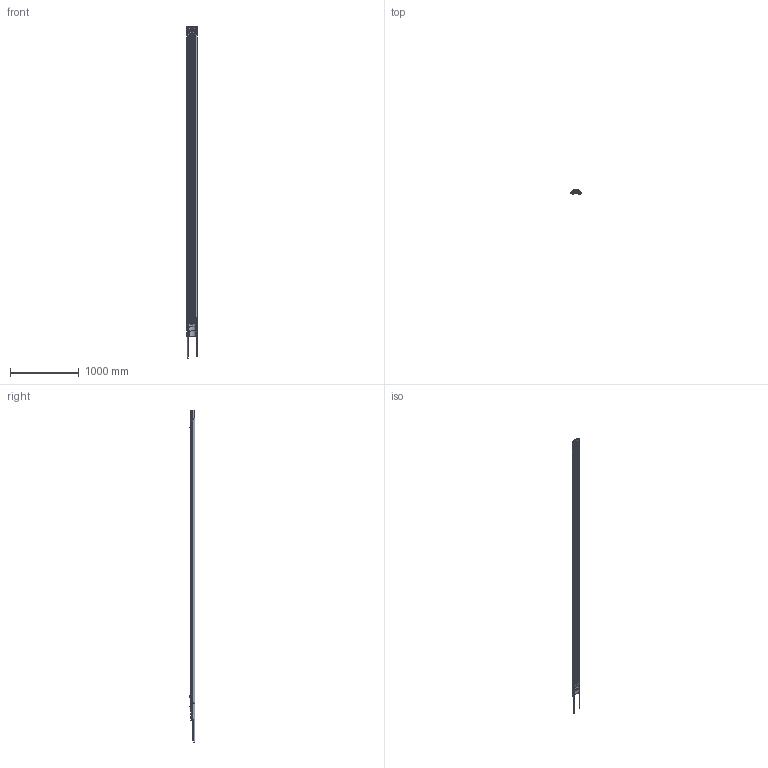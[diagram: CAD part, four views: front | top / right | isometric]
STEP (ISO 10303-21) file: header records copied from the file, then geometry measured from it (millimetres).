
FILE_DESCRIPTION(/* description */ (''),/* implementation_level */ '2;1');
FILE_NAME(/* name */ 'F10030927_B.stp',/* time_stamp */ '2017-09-13T15:20:33-05:00',/* author */ (''),/* organization */ (''),/* preprocessor_version */ 'ST-DEVELOPER v15',/* originating_system */ 'SIEMENS PLM Software NX 9.0',/* authorisation */ '');
FILE_SCHEMA (('CONFIG_CONTROL_DESIGN'));
Products named in the file (40): F10039726_-; F10042684_-; F10039728_-; F10042685_-; F10043195_B_MODEL; FC0051803_-; FC0051802_-; FC0051801_-; FC0043511_-; FC0006091_-; FC0051917_-; F10052204_-; F10042035_-_MODEL; F10042036_-_MODEL; F10042477_-_MODEL; F10042024_-_MODEL; F10042026_-_MODEL; F10042027_-_MODEL; F10042474_-_MODEL; F10042029_-_MODEL; F10042030_-_MODEL; F10042475_-_MODEL; F10042032_-_MODEL; F10042033_-_MODEL; F10042034_-_MODEL; F10042476_-_MODEL; F10042599_-_MODEL; F10042600_-_MODEL; F10039540_B; F10039541_B; F10005738_B; F10005750_B; F10039546_B; F10039954_B; F10039328_-; F10039326_-; F10039545_B; F10030928_A; F10030929_-; F10030927_B
Assembly tree (104 placements, depth 3):
  F10030927_B
    F10039545_B  x9
    F10039326_-  x8
    F10039328_-  x8
    F10039954_B
    F10039546_B  x9
    F10005750_B
    F10005738_B
    F10039541_B
    F10039540_B
    F10042600_-_MODEL
    F10042599_-_MODEL
    F10042476_-_MODEL
    F10042034_-_MODEL
    F10042033_-_MODEL
    F10042032_-_MODEL
    F10042475_-_MODEL
    F10042030_-_MODEL
    F10042029_-_MODEL
    F10042474_-_MODEL
    F10042027_-_MODEL
    F10042026_-_MODEL
    F10042024_-_MODEL
    F10042477_-_MODEL
    F10042036_-_MODEL
    F10042035_-_MODEL
    F10030929_-
      F10042685_-
      F10039728_-
    F10030928_A
      F10042684_-
      F10039726_-
      FC0051917_-  x6
    F10052204_-
    FC0051917_-  x6
    FC0006091_-  x4
    FC0043511_-  x22
    FC0051801_-
    FC0051802_-
    FC0051803_-
    F10043195_B_MODEL
Bounding box: 159.22 x 75.43 x 4838.96 mm (x, y, z)
Volume: 24032606.4 mm3; surface area: 21202748.9 mm2
Topology: 363 solids, 365 shells, 6145 faces, 14283 edges, 8759 vertices
Faces by surface type: plane 2619, bspline 1762, cylinder 1163, sphere 253, torus 143, extrusion 120, cone 85
Full cylindrical faces by diameter (mm): 3 x14, 3.3 x6, 5 x4, 6 x4, 6.8 x20, 7.5 x4, 8 x22, 8.02 x33, 9 x122, 9.6 x20, 9.921 x2, 10 x4, 11.1 x4, 11.2 x12, 12.2 x42, 13.8 x62, 15.875 x2, 15.9 x2, 17 x22
Entity records: 831703 total; most frequent: CARTESIAN_POINT 739149, ORIENTED_EDGE 21474, EDGE_CURVE 10745, DIRECTION 9600, B_SPLINE_CURVE_WITH_KNOTS 8322, VERTEX_POINT 6884, EDGE_LOOP 5558, ADVANCED_FACE 4851
